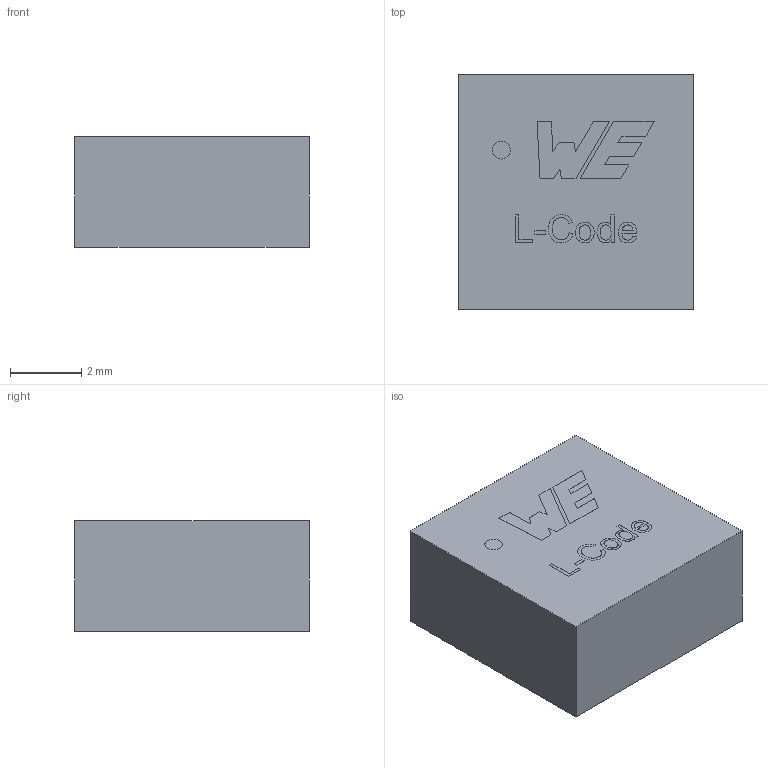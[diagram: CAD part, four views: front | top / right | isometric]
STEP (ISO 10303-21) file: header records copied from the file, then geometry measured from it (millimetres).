
FILE_DESCRIPTION(/* description */ ('Unknown'),/* implementation_level */ '2;1');
FILE_NAME(/* name */ 'IndMAIA_6030HT',/* time_stamp */ '2024-06-19T08:23:08+02:00',/* author */ ('Unknown'),/* organization */ ('Unknown'),/* preprocessor_version */ 'ST-DEVELOPER v19.4',/* originating_system */ 'Solid Edge',/* authorisation */ 'Unknown');
FILE_SCHEMA (('AUTOMOTIVE_DESIGN {1 0 10303 214 3 1 1}'));
Length unit declared in the file: millimetre
Products named in the file (3): IndMAIA_6030HT; body_SSMC_6030; land_pattern
Assembly tree (3 placements, depth 2):
  IndMAIA_6030HT
    body_SSMC_6030
    land_pattern  x2
Bounding box: 6.6 x 6.6 x 3.1 mm (x, y, z)
Volume: 135 mm3; surface area: 219.2 mm2
Topology: 3 solids, 3 shells, 89 faces, 213 edges, 142 vertices
Faces by surface type: plane 79, bspline 9, cylinder 1
Full cylindrical faces by diameter (mm): 0.5 x1
Entity records: 2897 total; most frequent: CARTESIAN_POINT 1017, ORIENTED_EDGE 394, DIRECTION 297, EDGE_CURVE 197, LINE 137, VECTOR 137, VERTEX_POINT 134, EDGE_LOOP 99
